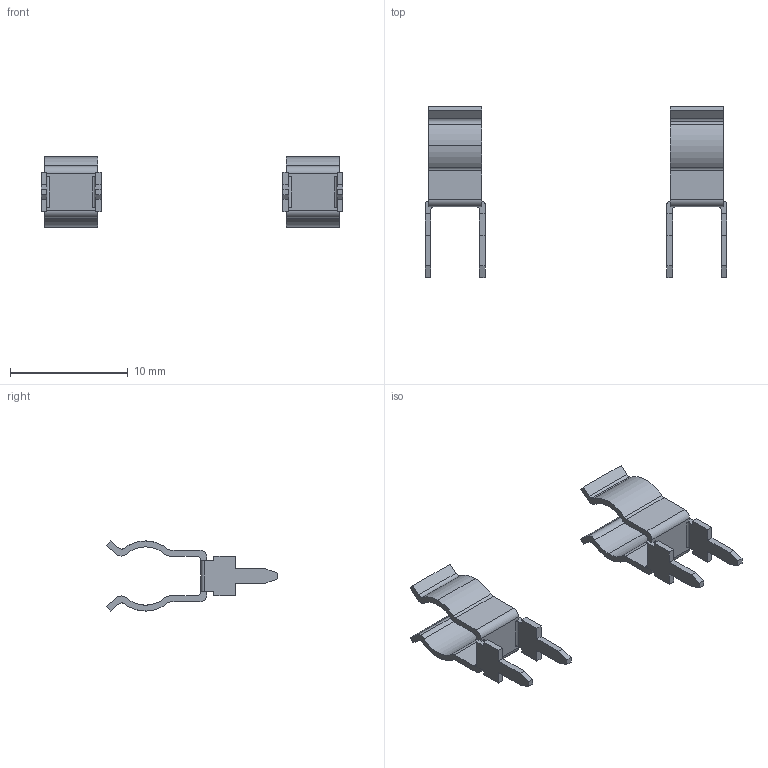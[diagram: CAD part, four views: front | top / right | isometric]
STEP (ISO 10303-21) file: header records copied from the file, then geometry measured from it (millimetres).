
FILE_DESCRIPTION (( 'STEP AP214' ), '1' );
FILE_NAME ('01000020Z LITTELFUSE x 20mm.STEP', '2022-01-10T13:17:37', ( '' ), ( '' ), 'SwSTEP 2.0', 'SolidWorks 2020', '' );
FILE_SCHEMA (( 'AUTOMOTIVE_DESIGN' ));
Length unit declared in the file: millimetre
Products named in the file (2): 01000020Z LITTELFUSE x 20mm; 01000020Z LITTELFUSE
Assembly tree (2 placements, depth 2):
  01000020Z LITTELFUSE x 20mm
    01000020Z LITTELFUSE  x2
Bounding box: 25.6 x 14.52 x 5.94 mm (x, y, z)
Volume: 120.9 mm3; surface area: 552.8 mm2
Topology: 2 solids, 2 shells, 140 faces, 392 edges, 256 vertices
Faces by surface type: plane 92, cylinder 48
Entity records: 2318 total; most frequent: CARTESIAN_POINT 399, DIRECTION 394, ORIENTED_EDGE 392, EDGE_CURVE 196, VECTOR 148, LINE 148, VERTEX_POINT 128, AXIS2_PLACEMENT_3D 123
